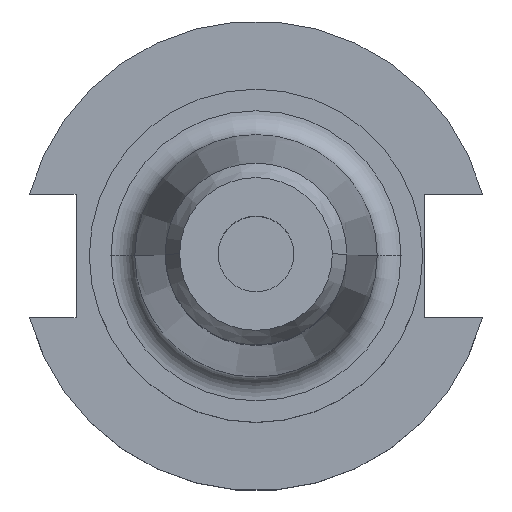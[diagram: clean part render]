
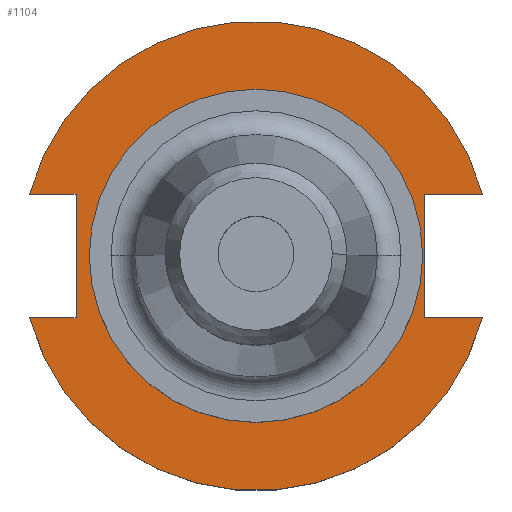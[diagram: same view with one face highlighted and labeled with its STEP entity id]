
A CAD part, top view. The second image highlights one B-rep face of the part: STEP entity #1104.
In plain terms, the highlighted planar face has unit normal (0, 0, 1).
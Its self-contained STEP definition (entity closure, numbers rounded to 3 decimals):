
#9 = ORIENTED_EDGE ( 'NONE', *, *, #1415, .F. ) ;
#45 = CARTESIAN_POINT ( 'NONE',  ( -63.719, -12.954, 19.05 ) ) ;
#72 = EDGE_CURVE ( 'NONE', #1717, #174, #368, .T. ) ;
#97 = DIRECTION ( 'NONE',  ( -1., 0., 0. ) ) ;
#121 = VERTEX_POINT ( 'NONE', #1191 ) ;
#160 = DIRECTION ( 'NONE',  ( 1., 0., 0. ) ) ;
#174 = VERTEX_POINT ( 'NONE', #559 ) ;
#247 = DIRECTION ( 'NONE',  ( 1., 0., 0. ) ) ;
#263 = VECTOR ( 'NONE', #1337, 1000. ) ;
#273 = DIRECTION ( 'NONE',  ( 0., 1., 0. ) ) ;
#275 = CARTESIAN_POINT ( 'NONE',  ( 35.306, 12.954, 19.05 ) ) ;
#333 = AXIS2_PLACEMENT_3D ( 'NONE', #1553, #439, #399 ) ;
#351 = CARTESIAN_POINT ( 'NONE',  ( -47.477, 12.954, 19.05 ) ) ;
#368 = LINE ( 'NONE', #275, #1356 ) ;
#375 = EDGE_CURVE ( 'NONE', #174, #121, #618, .T. ) ;
#399 = DIRECTION ( 'NONE',  ( 1., 0., 0. ) ) ;
#405 = EDGE_CURVE ( 'NONE', #784, #736, #567, .T. ) ;
#421 = VECTOR ( 'NONE', #1520, 1000. ) ;
#439 = DIRECTION ( 'NONE',  ( 0., 0., 1. ) ) ;
#449 = VERTEX_POINT ( 'NONE', #1036 ) ;
#455 = ORIENTED_EDGE ( 'NONE', *, *, #964, .F. ) ;
#461 = CARTESIAN_POINT ( 'NONE',  ( -63.719, 12.954, 19.05 ) ) ;
#466 = LINE ( 'NONE', #461, #1457 ) ;
#497 = EDGE_CURVE ( 'NONE', #1717, #1153, #1338, .T. ) ;
#511 = FACE_OUTER_BOUND ( 'NONE', #677, .T. ) ;
#519 = CARTESIAN_POINT ( 'NONE',  ( 0., 49.212, 19.05 ) ) ;
#559 = CARTESIAN_POINT ( 'NONE',  ( 35.306, 12.954, 19.05 ) ) ;
#567 = CIRCLE ( 'NONE', #1501, 49.212 ) ;
#605 = CARTESIAN_POINT ( 'NONE',  ( -37.719, 12.954, 19.05 ) ) ;
#618 = LINE ( 'NONE', #1595, #1249 ) ;
#631 = CARTESIAN_POINT ( 'NONE',  ( -34.925, 0., 19.05 ) ) ;
#642 = LINE ( 'NONE', #1235, #263 ) ;
#660 = CARTESIAN_POINT ( 'NONE',  ( 34.925, 0., 19.05 ) ) ;
#677 = EDGE_LOOP ( 'NONE', ( #1629, #1341, #888, #1500, #961, #1491, #9, #858 ) ) ;
#711 = CARTESIAN_POINT ( 'NONE',  ( -47.477, -12.954, 19.05 ) ) ;
#736 = VERTEX_POINT ( 'NONE', #1607 ) ;
#784 = VERTEX_POINT ( 'NONE', #711 ) ;
#850 = AXIS2_PLACEMENT_3D ( 'NONE', #1076, #949, #870 ) ;
#858 = ORIENTED_EDGE ( 'NONE', *, *, #1510, .F. ) ;
#870 = DIRECTION ( 'NONE',  ( 1., 0., 0. ) ) ;
#872 = DIRECTION ( 'NONE',  ( -1., 0., 0. ) ) ;
#877 = EDGE_CURVE ( 'NONE', #121, #736, #642, .T. ) ;
#886 = PLANE ( 'NONE',  #1542 ) ;
#888 = ORIENTED_EDGE ( 'NONE', *, *, #375, .F. ) ;
#892 = CARTESIAN_POINT ( 'NONE',  ( 47.477, 12.954, 19.05 ) ) ;
#901 = CIRCLE ( 'NONE', #850, 34.925 ) ;
#934 = VERTEX_POINT ( 'NONE', #1468 ) ;
#949 = DIRECTION ( 'NONE',  ( 0., 0., 1. ) ) ;
#961 = ORIENTED_EDGE ( 'NONE', *, *, #497, .T. ) ;
#964 = EDGE_CURVE ( 'NONE', #1089, #1238, #901, .T. ) ;
#1036 = CARTESIAN_POINT ( 'NONE',  ( -37.719, 12.954, 19.05 ) ) ;
#1076 = CARTESIAN_POINT ( 'NONE',  ( 0., 0., 19.05 ) ) ;
#1089 = VERTEX_POINT ( 'NONE', #631 ) ;
#1104 = ADVANCED_FACE ( 'NONE', ( #1111, #511 ), #886, .T. ) ;
#1111 = FACE_BOUND ( 'NONE', #1462, .T. ) ;
#1144 = AXIS2_PLACEMENT_3D ( 'NONE', #1319, #1598, #247 ) ;
#1153 = VERTEX_POINT ( 'NONE', #351 ) ;
#1181 = VECTOR ( 'NONE', #273, 1000. ) ;
#1191 = CARTESIAN_POINT ( 'NONE',  ( 35.306, -12.954, 19.05 ) ) ;
#1207 = ORIENTED_EDGE ( 'NONE', *, *, #1604, .F. ) ;
#1235 = CARTESIAN_POINT ( 'NONE',  ( 35.306, -12.954, 19.05 ) ) ;
#1238 = VERTEX_POINT ( 'NONE', #660 ) ;
#1249 = VECTOR ( 'NONE', #1326, 1000. ) ;
#1281 = DIRECTION ( 'NONE',  ( 0., 0., 1. ) ) ;
#1305 = DIRECTION ( 'NONE',  ( 0., 0., 1. ) ) ;
#1319 = CARTESIAN_POINT ( 'NONE',  ( 0., 0., 19.05 ) ) ;
#1326 = DIRECTION ( 'NONE',  ( 0., -1., 0. ) ) ;
#1337 = DIRECTION ( 'NONE',  ( 1., 0., 0. ) ) ;
#1338 = CIRCLE ( 'NONE', #333, 49.212 ) ;
#1340 = CARTESIAN_POINT ( 'NONE',  ( 0., 0., 19.05 ) ) ;
#1341 = ORIENTED_EDGE ( 'NONE', *, *, #877, .F. ) ;
#1352 = LINE ( 'NONE', #45, #421 ) ;
#1356 = VECTOR ( 'NONE', #97, 1000. ) ;
#1415 = EDGE_CURVE ( 'NONE', #934, #449, #1544, .T. ) ;
#1418 = CIRCLE ( 'NONE', #1144, 34.925 ) ;
#1457 = VECTOR ( 'NONE', #872, 1000. ) ;
#1462 = EDGE_LOOP ( 'NONE', ( #1207, #455 ) ) ;
#1468 = CARTESIAN_POINT ( 'NONE',  ( -37.719, -12.954, 19.05 ) ) ;
#1491 = ORIENTED_EDGE ( 'NONE', *, *, #1498, .F. ) ;
#1498 = EDGE_CURVE ( 'NONE', #449, #1153, #466, .T. ) ;
#1500 = ORIENTED_EDGE ( 'NONE', *, *, #72, .F. ) ;
#1501 = AXIS2_PLACEMENT_3D ( 'NONE', #1340, #1305, #160 ) ;
#1510 = EDGE_CURVE ( 'NONE', #784, #934, #1352, .T. ) ;
#1520 = DIRECTION ( 'NONE',  ( 1., 0., 0. ) ) ;
#1542 = AXIS2_PLACEMENT_3D ( 'NONE', #519, #1281, #1640 ) ;
#1544 = LINE ( 'NONE', #605, #1181 ) ;
#1553 = CARTESIAN_POINT ( 'NONE',  ( 0., 0., 19.05 ) ) ;
#1595 = CARTESIAN_POINT ( 'NONE',  ( 35.306, 12.954, 19.05 ) ) ;
#1598 = DIRECTION ( 'NONE',  ( 0., 0., 1. ) ) ;
#1604 = EDGE_CURVE ( 'NONE', #1238, #1089, #1418, .T. ) ;
#1607 = CARTESIAN_POINT ( 'NONE',  ( 47.477, -12.954, 19.05 ) ) ;
#1629 = ORIENTED_EDGE ( 'NONE', *, *, #405, .T. ) ;
#1640 = DIRECTION ( 'NONE',  ( 1., 0., 0. ) ) ;
#1717 = VERTEX_POINT ( 'NONE', #892 ) ;
